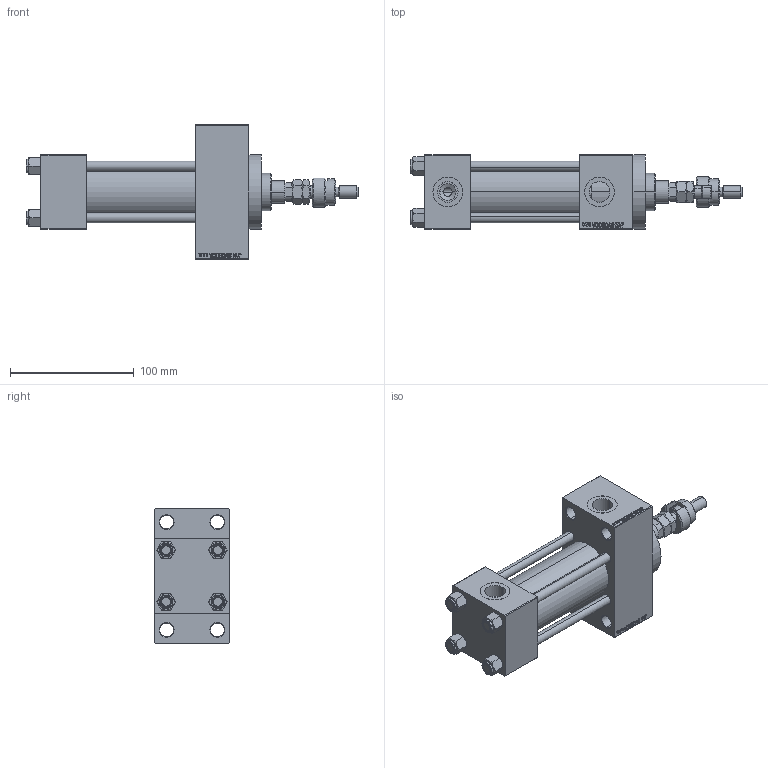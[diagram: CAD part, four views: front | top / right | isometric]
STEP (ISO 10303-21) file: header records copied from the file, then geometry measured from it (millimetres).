
FILE_DESCRIPTION (( 'STEP AP203' ), '1' );
FILE_NAME ('615e.STEP', '2023-08-22T21:48:32', ( '' ), ( '' ), 'SwSTEP 2.0', 'SolidWorks 2019', '' );
FILE_SCHEMA (( 'CONFIG_CONTROL_DESIGN' ));
Length unit declared in the file: millimetre
Products named in the file (9): 615e; NUT_M5_D e0cab5dff20e116c4848c1144c31874f; V215CR_D_TYCINKA e0cab5dff20e116c4848c1144c31874f; FEMALE_PART_FOR_DFA e0cab5dff20e116c4848c1144c31874f; V215CR_VCP_D e0cab5dff20e116c4848c1144c31874f; DFA e0cab5dff20e116c4848c1144c31874f; V215_VC_A e0cab5dff20e116c4848c1144c31874f; MFA e0cab5dff20e116c4848c1144c31874f; V215CR_D_Body e0cab5dff20e116c4848c1144c31874f
Assembly tree (14 placements, depth 3):
  615e
    V215CR_D_Body e0cab5dff20e116c4848c1144c31874f
    V215CR_VCP_D e0cab5dff20e116c4848c1144c31874f
    NUT_M5_D e0cab5dff20e116c4848c1144c31874f  x4
    V215CR_D_TYCINKA e0cab5dff20e116c4848c1144c31874f  x4
    V215_VC_A e0cab5dff20e116c4848c1144c31874f
    DFA e0cab5dff20e116c4848c1144c31874f
      FEMALE_PART_FOR_DFA e0cab5dff20e116c4848c1144c31874f
      MFA e0cab5dff20e116c4848c1144c31874f
Bounding box: 268 x 60 x 109 mm (x, y, z)
Volume: 550140.7 mm3; surface area: 140809.5 mm2
Topology: 13 solids, 13 shells, 1189 faces, 2937 edges, 1887 vertices
Faces by surface type: plane 526, bspline 368, cone 182, cylinder 101, torus 12
Entity records: 50044 total; most frequent: CARTESIAN_POINT 25780, ORIENTED_EDGE 5366, DIRECTION 3575, EDGE_CURVE 2683, VERTEX_POINT 1743, VECTOR 1563, LINE 1563, EDGE_LOOP 1202
